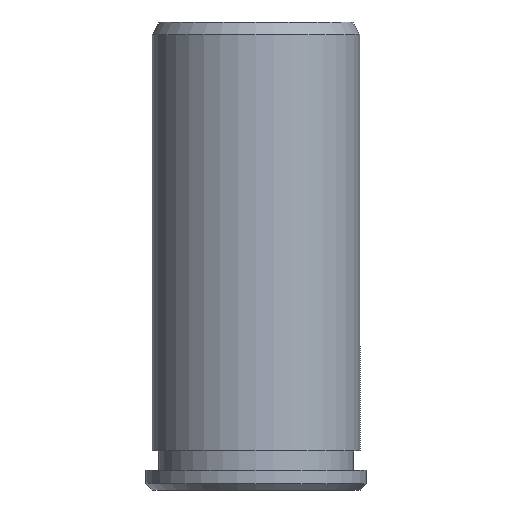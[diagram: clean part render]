
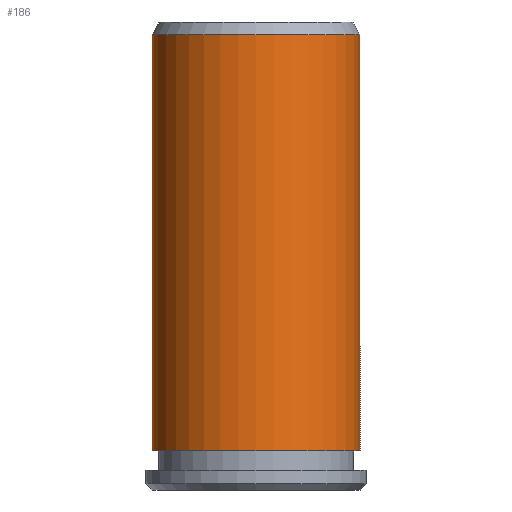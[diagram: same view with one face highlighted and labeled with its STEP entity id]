
A CAD part, left-side view. The second image highlights one B-rep face of the part: STEP entity #186.
In plain terms, the highlighted cylindrical face has radius 8 mm (diameter 16 mm), a partial arc.
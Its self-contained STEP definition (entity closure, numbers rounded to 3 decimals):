
#118=VERTEX_POINT('NONE',#291);
#122=EDGE_CURVE('NONE',#170,#194,#295,.T.);
#136=EDGE_CURVE('NONE',#204,#118,#311,.T.);
#144=EDGE_CURVE('NONE',#170,#204,#321,.T.);
#170=VERTEX_POINT('NONE',#351);
#186=ADVANCED_FACE('NONE',(#370),#371,.T.);
#194=VERTEX_POINT('NONE',#379);
#204=VERTEX_POINT('NONE',#393);
#234=EDGE_CURVE('NONE',#194,#118,#424,.T.);
#291=CARTESIAN_POINT('',(0.,8.0,3.0));
#295=CIRCLE('',#484,8.);
#311=CIRCLE('',#505,8.0);
#321=LINE('',#517,#518);
#351=CARTESIAN_POINT('',(0.0,-8.,35.0));
#370=FACE_OUTER_BOUND('',#581,.T.);
#371=CYLINDRICAL_SURFACE('',#582,8.0);
#379=CARTESIAN_POINT('',(0.,8.,35.0));
#393=CARTESIAN_POINT('',(0.0,-8.0,3.0));
#424=LINE('',#646,#647);
#484=AXIS2_PLACEMENT_3D('',#709,#710,#711);
#505=AXIS2_PLACEMENT_3D('',#732,#733,#734);
#517=CARTESIAN_POINT('',(0.0,-8.0,-1.136));
#518=VECTOR('',#754,1000.0);
#581=EDGE_LOOP('',(#829,#830,#831,#832));
#582=AXIS2_PLACEMENT_3D('',#833,#834,#835);
#646=CARTESIAN_POINT('',(0.,8.0,-1.136));
#647=VECTOR('',#875,1000.0);
#709=CARTESIAN_POINT('',(0.0,0.0,35.0));
#710=DIRECTION('',(0.0,0.0,-1.0));
#711=DIRECTION('',(0.0,-1.0,0.0));
#732=CARTESIAN_POINT('',(0.0,0.0,3.0));
#733=DIRECTION('',(0.0,0.0,-1.0));
#734=DIRECTION('',(0.0,-1.0,0.0));
#754=DIRECTION('',(0.0,0.0,-1.0));
#829=ORIENTED_EDGE('',*,*,#122,.T.);
#830=ORIENTED_EDGE('',*,*,#234,.T.);
#831=ORIENTED_EDGE('',*,*,#136,.F.);
#832=ORIENTED_EDGE('',*,*,#144,.F.);
#833=CARTESIAN_POINT('',(0.0,0.0,-1.136));
#834=DIRECTION('',(0.0,-0.0,-1.0));
#835=DIRECTION('',(0.0,-1.0,0.0));
#875=DIRECTION('',(0.0,0.0,-1.0));
